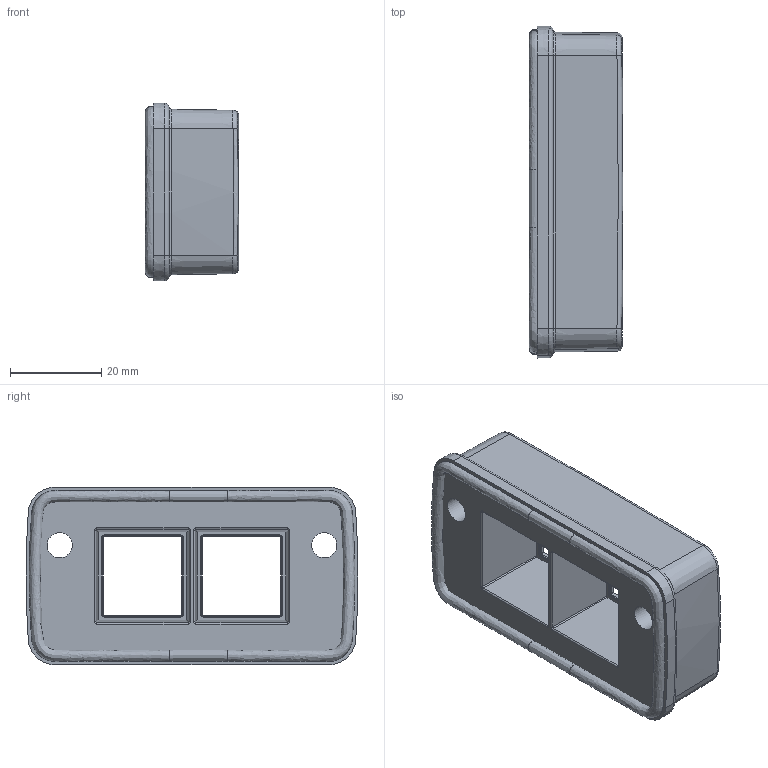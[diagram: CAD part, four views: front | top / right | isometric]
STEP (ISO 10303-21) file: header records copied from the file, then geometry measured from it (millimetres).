
FILE_DESCRIPTION(/* description */ (''),/* implementation_level */ '2;1');
FILE_NAME(/* name */ '29080.5_KDS_SR_FDA_FB1_B.stp',/* time_stamp */ '2024-10-21T13:32:21+02:00',/* author */ (''),/* organization */ (''),/* preprocessor_version */ 'ST-DEVELOPER v19.4',/* originating_system */ 'SIEMENS PLM Software NX2212.9140',/* authorisation */ '');
FILE_SCHEMA (('AP203_CONFIGURATION_CONTROLLED_3D_DESIGN_OF_MECHANICAL_PARTS_AND_ASSEMBLIES_MIM_LF { 1 0 10303 403 2 1 2}'));
Length unit declared in the file: millimetre
Products named in the file (1): 29080.5_KDS_SR_FDA_FB1_B_stp
Bounding box: 20.54 x 72.8 x 39 mm (x, y, z)
Volume: 32248.2 mm3; surface area: 14707.4 mm2
Topology: 2 solids, 2 shells, 234 faces, 532 edges, 304 vertices
Faces by surface type: cylinder 74, torus 62, plane 52, cone 24, bspline 13, sphere 5, extrusion 4
Full cylindrical faces by diameter (mm): 5.5 x2
Entity records: 12267 total; most frequent: CARTESIAN_POINT 7120, DIRECTION 1068, ORIENTED_EDGE 1040, EDGE_CURVE 520, AXIS2_PLACEMENT_3D 432, VERTEX_POINT 300, EDGE_LOOP 254, ADVANCED_FACE 234
